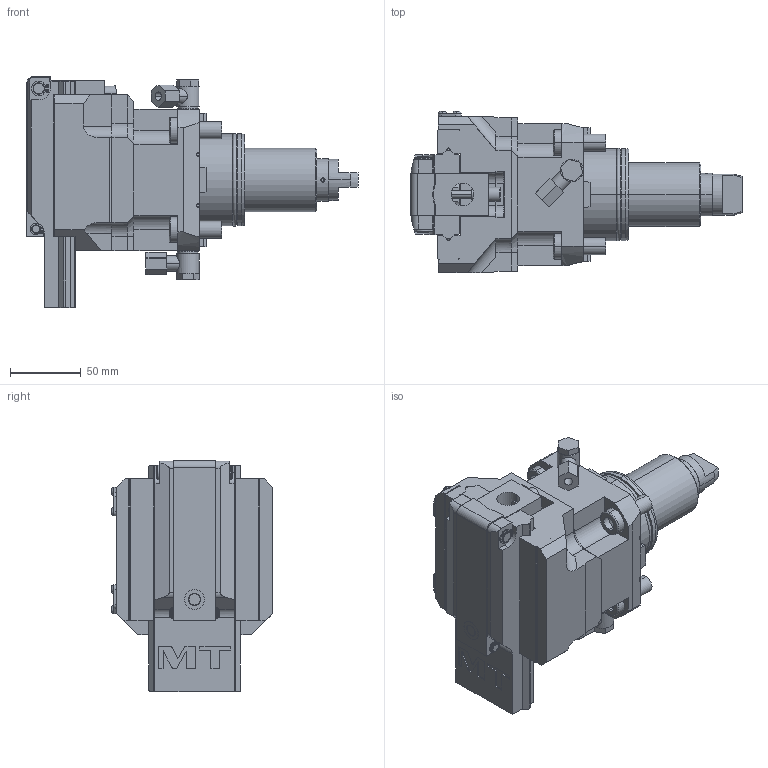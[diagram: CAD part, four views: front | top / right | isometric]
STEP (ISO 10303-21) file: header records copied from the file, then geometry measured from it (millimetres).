
FILE_DESCRIPTION((''),'2;1');
FILE_NAME('DWO1530100_CONF','2023-05-05T16:34:08',('gvalli'),('M.T. srl'),'CREO PARAMETRIC BY PTC INC, 2021072','CREO PARAMETRIC BY PTC INC, 2021072','');
FILE_SCHEMA(('CONFIG_CONTROL_DESIGN'));
Length unit declared in the file: millimetre
Products named in the file (1): DWO1530100_CONF
Bounding box: 234.05 x 113.65 x 163 mm (x, y, z)
Volume: 1372902.4 mm3; surface area: 151594.3 mm2
Topology: 1 solids, 1 shells, 693 faces, 1799 edges, 1138 vertices
Faces by surface type: plane 364, cylinder 251, cone 46, torus 22, bspline 8, extrusion 2
Entity records: 23109 total; most frequent: CARTESIAN_POINT 5828, DIRECTION 3647, ORIENTED_EDGE 3566, EDGE_CURVE 1783, AXIS2_PLACEMENT_3D 1279, VERTEX_POINT 1138, VECTOR 1089, LINE 1087
